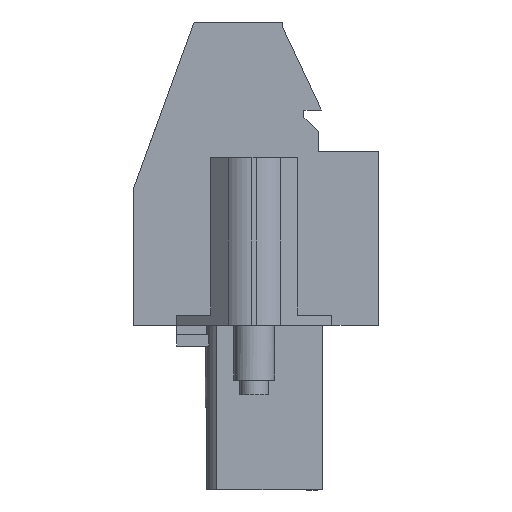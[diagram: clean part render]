
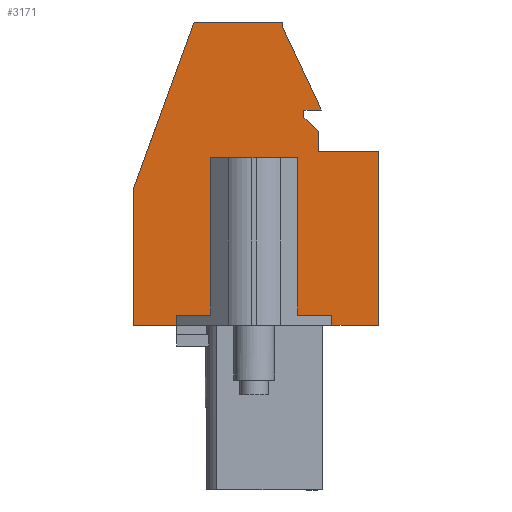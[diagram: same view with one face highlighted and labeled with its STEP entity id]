
A CAD part, left-side view. The second image highlights one B-rep face of the part: STEP entity #3171.
In plain terms, the highlighted planar face has unit normal (-1, 0, 0).
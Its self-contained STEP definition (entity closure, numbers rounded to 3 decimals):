
#1271=AXIS2_PLACEMENT_3D('Plane Axis2P3D',#1268,#1269,#1270) ;
#107=CARTESIAN_POINT('Line Origine',(3.47,1.125,7.95)) ;
#111=CARTESIAN_POINT('Vertex',(3.47,2.25,7.95)) ;
#113=CARTESIAN_POINT('Vertex',(3.47,0.,7.95)) ;
#162=CARTESIAN_POINT('Vertex',(3.47,9.75,7.95)) ;
#165=CARTESIAN_POINT('Line Origine',(3.47,10.79,7.95)) ;
#169=CARTESIAN_POINT('Vertex',(3.47,11.83,7.95)) ;
#1268=CARTESIAN_POINT('Axis2P3D Location',(3.47,12.132,0.)) ;
#3059=CARTESIAN_POINT('Line Origine',(3.47,0.,12.15)) ;
#3063=CARTESIAN_POINT('Vertex',(3.47,0.,16.35)) ;
#3066=CARTESIAN_POINT('Line Origine',(3.47,1.45,16.35)) ;
#3070=CARTESIAN_POINT('Vertex',(3.47,2.9,16.35)) ;
#3073=CARTESIAN_POINT('Line Origine',(3.47,2.9,16.825)) ;
#3077=CARTESIAN_POINT('Vertex',(3.47,2.9,17.3)) ;
#3080=CARTESIAN_POINT('Line Origine',(3.47,3.25,17.65)) ;
#3084=CARTESIAN_POINT('Vertex',(3.47,3.6,18.)) ;
#3087=CARTESIAN_POINT('Line Origine',(3.47,3.6,18.175)) ;
#3091=CARTESIAN_POINT('Vertex',(3.47,3.6,18.35)) ;
#3094=CARTESIAN_POINT('Line Origine',(3.47,3.18,18.35)) ;
#3098=CARTESIAN_POINT('Vertex',(3.47,2.76,18.35)) ;
#3101=CARTESIAN_POINT('Line Origine',(3.47,3.704,20.375)) ;
#3105=CARTESIAN_POINT('Vertex',(3.47,4.649,22.4)) ;
#3108=CARTESIAN_POINT('Line Origine',(3.47,4.649,22.5)) ;
#3112=CARTESIAN_POINT('Vertex',(3.47,4.649,22.6)) ;
#3115=CARTESIAN_POINT('Line Origine',(3.47,6.778,22.6)) ;
#3119=CARTESIAN_POINT('Vertex',(3.47,8.908,22.6)) ;
#3122=CARTESIAN_POINT('Line Origine',(3.47,10.369,18.586)) ;
#3126=CARTESIAN_POINT('Vertex',(3.47,11.83,14.572)) ;
#3129=CARTESIAN_POINT('Line Origine',(3.47,11.83,11.261)) ;
#3134=CARTESIAN_POINT('Line Origine',(3.47,9.75,8.2)) ;
#3138=CARTESIAN_POINT('Vertex',(3.47,9.75,8.45)) ;
#3141=CARTESIAN_POINT('Line Origine',(3.47,6.,8.45)) ;
#3145=CARTESIAN_POINT('Vertex',(3.47,2.25,8.45)) ;
#3148=CARTESIAN_POINT('Line Origine',(3.47,2.25,8.2)) ;
#108=DIRECTION('Vector Direction',(0.,1.,0.)) ;
#166=DIRECTION('Vector Direction',(0.,-1.,0.)) ;
#1269=DIRECTION('Axis2P3D Direction',(-1.,0.,0.)) ;
#1270=DIRECTION('Axis2P3D XDirection',(0.,-1.,0.)) ;
#3060=DIRECTION('Vector Direction',(0.,0.,1.)) ;
#3067=DIRECTION('Vector Direction',(0.,1.,0.)) ;
#3074=DIRECTION('Vector Direction',(0.,0.,1.)) ;
#3081=DIRECTION('Vector Direction',(0.,0.707,0.707)) ;
#3088=DIRECTION('Vector Direction',(0.,0.,1.)) ;
#3095=DIRECTION('Vector Direction',(0.,-1.,0.)) ;
#3102=DIRECTION('Vector Direction',(0.,0.423,0.906)) ;
#3109=DIRECTION('Vector Direction',(0.,0.,1.)) ;
#3116=DIRECTION('Vector Direction',(0.,1.,0.)) ;
#3123=DIRECTION('Vector Direction',(0.,0.342,-0.94)) ;
#3130=DIRECTION('Vector Direction',(0.,0.,1.)) ;
#3135=DIRECTION('Vector Direction',(0.,0.,1.)) ;
#3142=DIRECTION('Vector Direction',(0.,1.,0.)) ;
#3149=DIRECTION('Vector Direction',(0.,0.,1.)) ;
#109=VECTOR('Line Direction',#108,1.) ;
#167=VECTOR('Line Direction',#166,1.) ;
#3061=VECTOR('Line Direction',#3060,1.) ;
#3068=VECTOR('Line Direction',#3067,1.) ;
#3075=VECTOR('Line Direction',#3074,1.) ;
#3082=VECTOR('Line Direction',#3081,1.) ;
#3089=VECTOR('Line Direction',#3088,1.) ;
#3096=VECTOR('Line Direction',#3095,1.) ;
#3103=VECTOR('Line Direction',#3102,1.) ;
#3110=VECTOR('Line Direction',#3109,1.) ;
#3117=VECTOR('Line Direction',#3116,1.) ;
#3124=VECTOR('Line Direction',#3123,1.) ;
#3131=VECTOR('Line Direction',#3130,1.) ;
#3136=VECTOR('Line Direction',#3135,1.) ;
#3143=VECTOR('Line Direction',#3142,1.) ;
#3150=VECTOR('Line Direction',#3149,1.) ;
#3154=ORIENTED_EDGE('',*,*,#115,.T.) ;
#3155=ORIENTED_EDGE('',*,*,#3065,.T.) ;
#3156=ORIENTED_EDGE('',*,*,#3072,.T.) ;
#3157=ORIENTED_EDGE('',*,*,#3079,.T.) ;
#3158=ORIENTED_EDGE('',*,*,#3086,.T.) ;
#3159=ORIENTED_EDGE('',*,*,#3093,.T.) ;
#3160=ORIENTED_EDGE('',*,*,#3100,.T.) ;
#3161=ORIENTED_EDGE('',*,*,#3107,.T.) ;
#3162=ORIENTED_EDGE('',*,*,#3114,.T.) ;
#3163=ORIENTED_EDGE('',*,*,#3121,.T.) ;
#3164=ORIENTED_EDGE('',*,*,#3128,.T.) ;
#3165=ORIENTED_EDGE('',*,*,#3133,.T.) ;
#3166=ORIENTED_EDGE('',*,*,#171,.F.) ;
#3167=ORIENTED_EDGE('',*,*,#3140,.T.) ;
#3168=ORIENTED_EDGE('',*,*,#3147,.F.) ;
#3169=ORIENTED_EDGE('',*,*,#3152,.F.) ;
#3171=ADVANCED_FACE('HOUSING',(#3170),#1272,.T.) ;
#115=EDGE_CURVE('',#112,#114,#110,.F.) ;
#171=EDGE_CURVE('',#163,#170,#168,.F.) ;
#3065=EDGE_CURVE('',#114,#3064,#3062,.T.) ;
#3072=EDGE_CURVE('',#3064,#3071,#3069,.T.) ;
#3079=EDGE_CURVE('',#3071,#3078,#3076,.T.) ;
#3086=EDGE_CURVE('',#3078,#3085,#3083,.T.) ;
#3093=EDGE_CURVE('',#3085,#3092,#3090,.T.) ;
#3100=EDGE_CURVE('',#3092,#3099,#3097,.T.) ;
#3107=EDGE_CURVE('',#3099,#3106,#3104,.T.) ;
#3114=EDGE_CURVE('',#3106,#3113,#3111,.T.) ;
#3121=EDGE_CURVE('',#3113,#3120,#3118,.T.) ;
#3128=EDGE_CURVE('',#3120,#3127,#3125,.T.) ;
#3133=EDGE_CURVE('',#3127,#170,#3132,.F.) ;
#3140=EDGE_CURVE('',#163,#3139,#3137,.T.) ;
#3147=EDGE_CURVE('',#3146,#3139,#3144,.T.) ;
#3152=EDGE_CURVE('',#112,#3146,#3151,.T.) ;
#3153=EDGE_LOOP('',(#3154,#3155,#3156,#3157,#3158,#3159,#3160,#3161,#3162,#3163,#3164,#3165,#3166,#3167,#3168,#3169)) ;
#3170=FACE_OUTER_BOUND('',#3153,.T.) ;
#110=LINE('Line',#107,#109) ;
#168=LINE('Line',#165,#167) ;
#3062=LINE('Line',#3059,#3061) ;
#3069=LINE('Line',#3066,#3068) ;
#3076=LINE('Line',#3073,#3075) ;
#3083=LINE('Line',#3080,#3082) ;
#3090=LINE('Line',#3087,#3089) ;
#3097=LINE('Line',#3094,#3096) ;
#3104=LINE('Line',#3101,#3103) ;
#3111=LINE('Line',#3108,#3110) ;
#3118=LINE('Line',#3115,#3117) ;
#3125=LINE('Line',#3122,#3124) ;
#3132=LINE('Line',#3129,#3131) ;
#3137=LINE('Line',#3134,#3136) ;
#3144=LINE('Line',#3141,#3143) ;
#3151=LINE('Line',#3148,#3150) ;
#1272=PLANE('',#1271) ;
#112=VERTEX_POINT('',#111) ;
#114=VERTEX_POINT('',#113) ;
#163=VERTEX_POINT('',#162) ;
#170=VERTEX_POINT('',#169) ;
#3064=VERTEX_POINT('',#3063) ;
#3071=VERTEX_POINT('',#3070) ;
#3078=VERTEX_POINT('',#3077) ;
#3085=VERTEX_POINT('',#3084) ;
#3092=VERTEX_POINT('',#3091) ;
#3099=VERTEX_POINT('',#3098) ;
#3106=VERTEX_POINT('',#3105) ;
#3113=VERTEX_POINT('',#3112) ;
#3120=VERTEX_POINT('',#3119) ;
#3127=VERTEX_POINT('',#3126) ;
#3139=VERTEX_POINT('',#3138) ;
#3146=VERTEX_POINT('',#3145) ;
